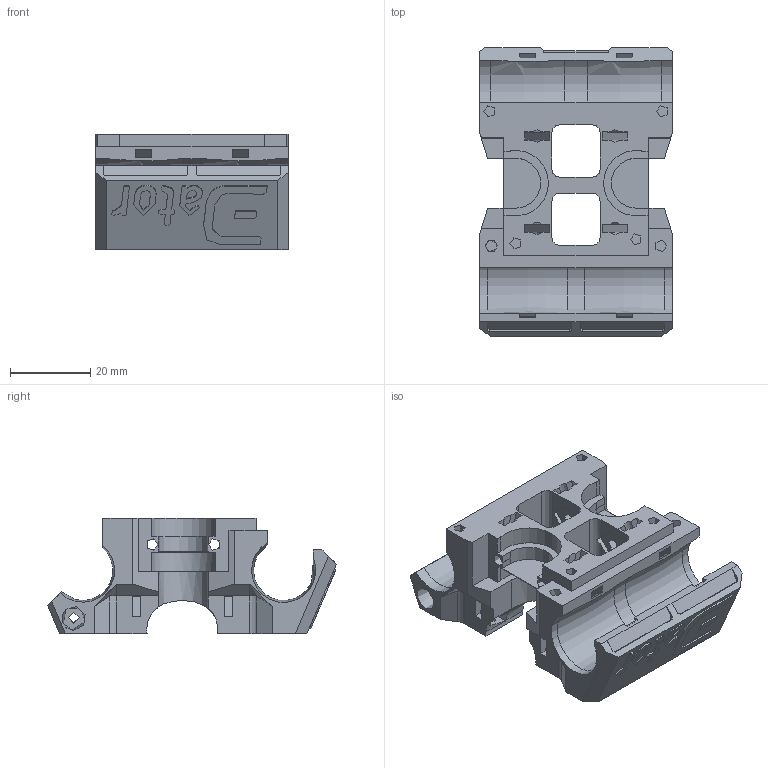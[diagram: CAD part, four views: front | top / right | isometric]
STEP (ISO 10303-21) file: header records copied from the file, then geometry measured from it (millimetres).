
FILE_DESCRIPTION(/* description */ (''),/* implementation_level */ '2;1');
FILE_NAME(/* name */ 'Printhead.step',/* time_stamp */ '2016-03-01T13:47:30+01:00',/* author */ (''),/* organization */ (''),/* preprocessor_version */ 'ST-DEVELOPER v16.2',/* originating_system */ 'Autodesk Translation Framework v4.3.0.3010',/* authorisation */ '');
FILE_SCHEMA (('AUTOMOTIVE_DESIGN { 1 0 10303 214 3 1 1 }'));
Length unit declared in the file: centimetre
Products named in the file (1): Printhead v12
Bounding box: 47.99 x 71.88 x 28.66 mm (x, y, z)
Volume: 31677.9 mm3; surface area: 20954.7 mm2
Topology: 1 solids, 1 shells, 456 faces, 1349 edges, 899 vertices
Faces by surface type: plane 271, cylinder 109, bspline 60, cone 12, torus 4
Full cylindrical faces by diameter (mm): 2.8 x2, 2.9 x4, 3 x6, 3.2 x4, 6 x2
Entity records: 16178 total; most frequent: CARTESIAN_POINT 4147, ORIENTED_EDGE 2632, DIRECTION 2316, EDGE_CURVE 1316, LINE 902, VECTOR 902, VERTEX_POINT 886, AXIS2_PLACEMENT_3D 707
